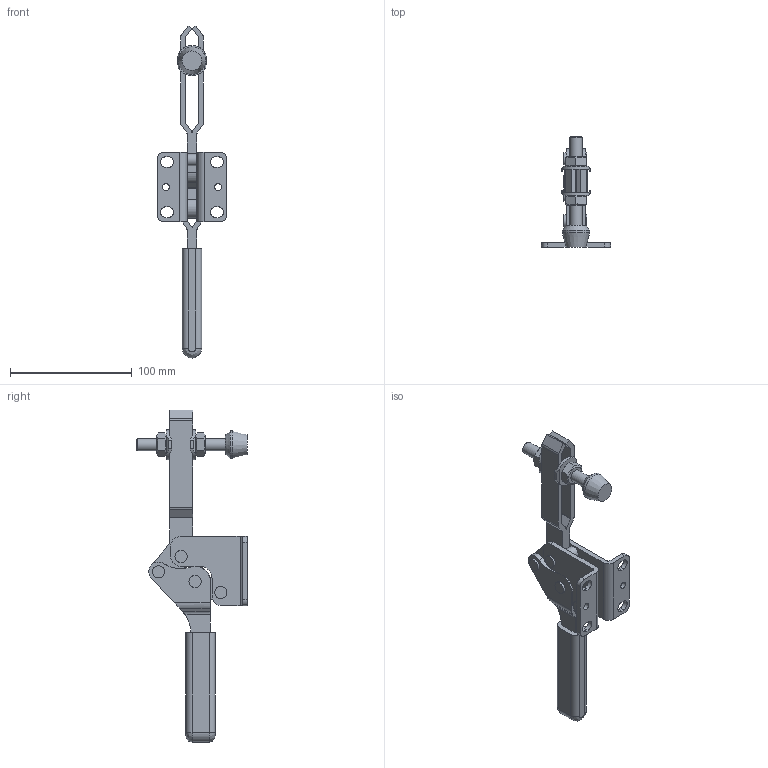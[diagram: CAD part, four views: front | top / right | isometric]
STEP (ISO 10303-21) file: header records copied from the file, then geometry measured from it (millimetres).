
FILE_DESCRIPTION((''),'2;1');
FILE_NAME('TD_2_37_U_TUENKERS.stp','2011-01-31T13:07:05',('huberm'),(''),'Autodesk Inventor 2010','Autodesk Inventor 2010','');
FILE_SCHEMA(('AUTOMOTIVE_DESIGN { 1 0 10303 214 1 1 1 1 }'));
Length unit declared in the file: millimetre
Products named in the file (1): TD_2_37_U_TUENKERS
Bounding box: 57 x 91 x 273 mm (x, y, z)
Volume: 117795.1 mm3; surface area: 46255.4 mm2
Topology: 3 solids, 3 shells, 225 faces, 610 edges, 387 vertices
Faces by surface type: plane 118, cylinder 76, bspline 20, cone 7, torus 4
Full cylindrical faces by diameter (mm): 5.8 x2, 10 x8, 10.5 x2, 22.5 x1
Entity records: 7438 total; most frequent: CARTESIAN_POINT 1480, DIRECTION 1208, ORIENTED_EDGE 1170, EDGE_CURVE 585, AXIS2_PLACEMENT_3D 443, VERTEX_POINT 385, VECTOR 322, LINE 322
